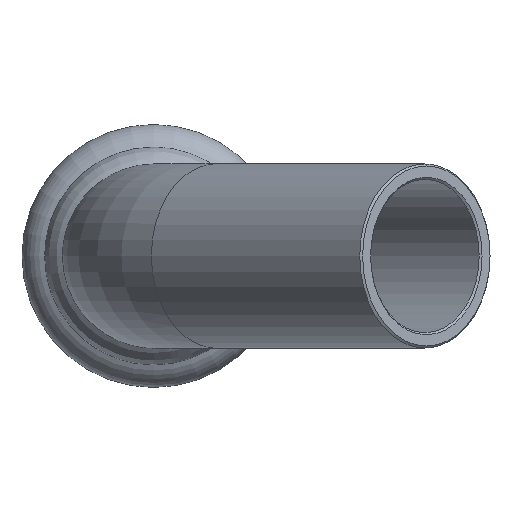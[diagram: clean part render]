
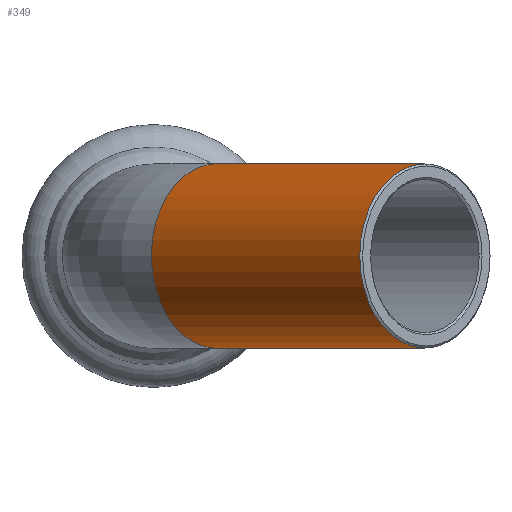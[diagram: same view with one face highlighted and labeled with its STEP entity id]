
A CAD part, left-side view. The second image highlights one B-rep face of the part: STEP entity #349.
In plain terms, the highlighted cylindrical face has radius 9 mm (diameter 18 mm), a full revolution.
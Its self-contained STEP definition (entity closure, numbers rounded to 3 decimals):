
#41=FACE_OUTER_BOUND('',#59,.T.);
#59=EDGE_LOOP('',(#268,#269,#270,#271,#272,#273));
#73=LINE('',#629,#82);
#82=VECTOR('',#513,9.);
#109=CIRCLE('',#409,9.);
#110=CIRCLE('',#410,9.);
#111=CIRCLE('',#412,9.);
#112=CIRCLE('',#413,9.);
#148=VERTEX_POINT('',#620);
#149=VERTEX_POINT('',#621);
#150=VERTEX_POINT('',#626);
#151=VERTEX_POINT('',#627);
#194=EDGE_CURVE('',#148,#149,#109,.T.);
#195=EDGE_CURVE('',#149,#148,#110,.T.);
#197=EDGE_CURVE('',#150,#151,#111,.T.);
#198=EDGE_CURVE('',#151,#149,#73,.T.);
#199=EDGE_CURVE('',#151,#150,#112,.T.);
#268=ORIENTED_EDGE('',*,*,#197,.T.);
#269=ORIENTED_EDGE('',*,*,#198,.T.);
#270=ORIENTED_EDGE('',*,*,#194,.F.);
#271=ORIENTED_EDGE('',*,*,#195,.F.);
#272=ORIENTED_EDGE('',*,*,#198,.F.);
#273=ORIENTED_EDGE('',*,*,#199,.T.);
#338=CYLINDRICAL_SURFACE('',#411,9.);
#349=ADVANCED_FACE('',(#41),#338,.T.);
#409=AXIS2_PLACEMENT_3D('',#622,#504,#505);
#410=AXIS2_PLACEMENT_3D('',#623,#506,#507);
#411=AXIS2_PLACEMENT_3D('',#625,#509,#510);
#412=AXIS2_PLACEMENT_3D('',#628,#511,#512);
#413=AXIS2_PLACEMENT_3D('',#630,#514,#515);
#504=DIRECTION('center_axis',(-0.707,-0.707,0.));
#505=DIRECTION('ref_axis',(0.707,-0.707,0.));
#506=DIRECTION('center_axis',(-0.707,-0.707,0.));
#507=DIRECTION('ref_axis',(0.707,-0.707,0.));
#509=DIRECTION('center_axis',(0.707,0.707,0.));
#510=DIRECTION('ref_axis',(-0.707,0.707,0.));
#511=DIRECTION('center_axis',(-0.707,-0.707,0.));
#512=DIRECTION('ref_axis',(0.,0.,-1.));
#513=DIRECTION('',(-0.707,-0.707,0.));
#514=DIRECTION('center_axis',(-0.707,-0.707,0.));
#515=DIRECTION('ref_axis',(0.,0.,-1.));
#620=CARTESIAN_POINT('',(-62.178,-20.151,0.));
#621=CARTESIAN_POINT('',(-49.45,-32.879,0.));
#622=CARTESIAN_POINT('Origin',(-55.814,-26.515,0.));
#623=CARTESIAN_POINT('Origin',(-55.814,-26.515,0.));
#625=CARTESIAN_POINT('Origin',(-45.702,-16.404,0.));
#626=CARTESIAN_POINT('',(-41.813,0.213,0.));
#627=CARTESIAN_POINT('',(-29.085,-12.515,0.));
#628=CARTESIAN_POINT('Origin',(-35.449,-6.151,0.));
#629=CARTESIAN_POINT('',(-39.338,-22.768,0.));
#630=CARTESIAN_POINT('Origin',(-35.449,-6.151,0.));
